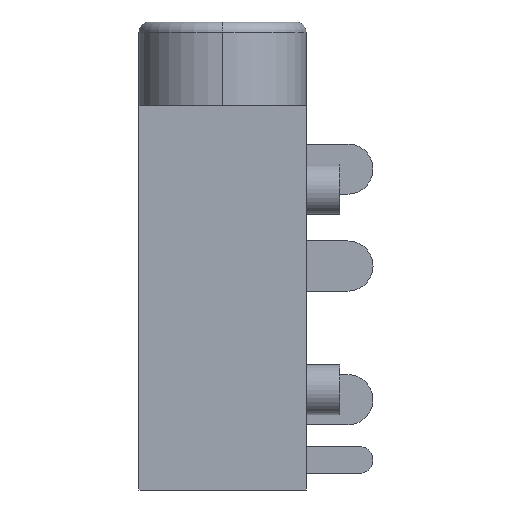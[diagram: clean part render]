
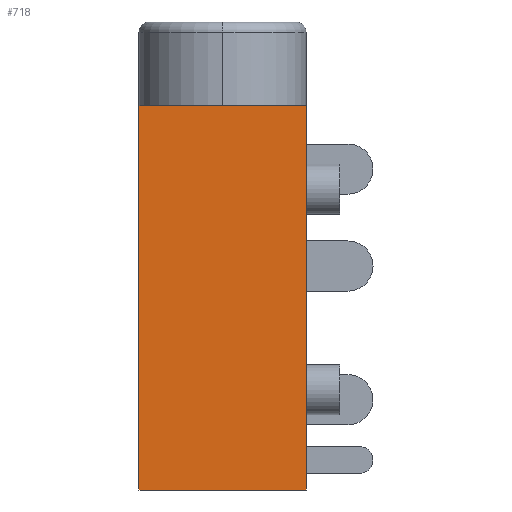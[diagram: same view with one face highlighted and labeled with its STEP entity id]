
A CAD part, left-side view. The second image highlights one B-rep face of the part: STEP entity #718.
In plain terms, the highlighted planar face has unit normal (-1, 0, 0).
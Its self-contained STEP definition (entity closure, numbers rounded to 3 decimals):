
#34 = VERTEX_POINT ( 'NONE', #79 ) ;
#79 = CARTESIAN_POINT ( 'NONE',  ( 0., 0., 11.5 ) ) ;
#177 = CARTESIAN_POINT ( 'NONE',  ( 0., 5., 11.5 ) ) ;
#203 = VECTOR ( 'NONE', #453, 1000. ) ;
#318 = CARTESIAN_POINT ( 'NONE',  ( 0., 0., 11.5 ) ) ;
#366 = CARTESIAN_POINT ( 'NONE',  ( 0., 5., 11.5 ) ) ;
#388 = EDGE_CURVE ( 'NONE', #1600, #1129, #493, .T. ) ;
#412 = EDGE_CURVE ( 'NONE', #1129, #995, #740, .T. ) ;
#439 = VECTOR ( 'NONE', #1327, 1000. ) ;
#453 = DIRECTION ( 'NONE',  ( 0., 0., -1. ) ) ;
#469 = DIRECTION ( 'NONE',  ( 0., 0., -1. ) ) ;
#493 = LINE ( 'NONE', #366, #1460 ) ;
#563 = FACE_OUTER_BOUND ( 'NONE', #889, .T. ) ;
#612 = CARTESIAN_POINT ( 'NONE',  ( 0., 0., 11.5 ) ) ;
#613 = ORIENTED_EDGE ( 'NONE', *, *, #412, .T. ) ;
#634 = CARTESIAN_POINT ( 'NONE',  ( 0., 5., 0. ) ) ;
#640 = AXIS2_PLACEMENT_3D ( 'NONE', #1085, #1429, #1552 ) ;
#718 = ADVANCED_FACE ( 'NONE', ( #563 ), #1558, .F. ) ;
#740 = LINE ( 'NONE', #1477, #439 ) ;
#889 = EDGE_LOOP ( 'NONE', ( #613, #1268, #1593, #1395 ) ) ;
#995 = VERTEX_POINT ( 'NONE', #1326 ) ;
#1060 = VECTOR ( 'NONE', #1105, 1000. ) ;
#1085 = CARTESIAN_POINT ( 'NONE',  ( 0., 0., 11.5 ) ) ;
#1105 = DIRECTION ( 'NONE',  ( 0., -1., 0. ) ) ;
#1129 = VERTEX_POINT ( 'NONE', #634 ) ;
#1268 = ORIENTED_EDGE ( 'NONE', *, *, #1592, .F. ) ;
#1326 = CARTESIAN_POINT ( 'NONE',  ( 0., 0., 0. ) ) ;
#1327 = DIRECTION ( 'NONE',  ( 0., -1., 0. ) ) ;
#1332 = EDGE_CURVE ( 'NONE', #1600, #34, #1335, .T. ) ;
#1335 = LINE ( 'NONE', #612, #1060 ) ;
#1395 = ORIENTED_EDGE ( 'NONE', *, *, #388, .T. ) ;
#1429 = DIRECTION ( 'NONE',  ( 1., 0., 0. ) ) ;
#1460 = VECTOR ( 'NONE', #469, 1000. ) ;
#1477 = CARTESIAN_POINT ( 'NONE',  ( 0., 0., 0. ) ) ;
#1552 = DIRECTION ( 'NONE',  ( 0., 0., -1. ) ) ;
#1557 = LINE ( 'NONE', #318, #203 ) ;
#1558 = PLANE ( 'NONE',  #640 ) ;
#1592 = EDGE_CURVE ( 'NONE', #34, #995, #1557, .T. ) ;
#1593 = ORIENTED_EDGE ( 'NONE', *, *, #1332, .F. ) ;
#1600 = VERTEX_POINT ( 'NONE', #177 ) ;
